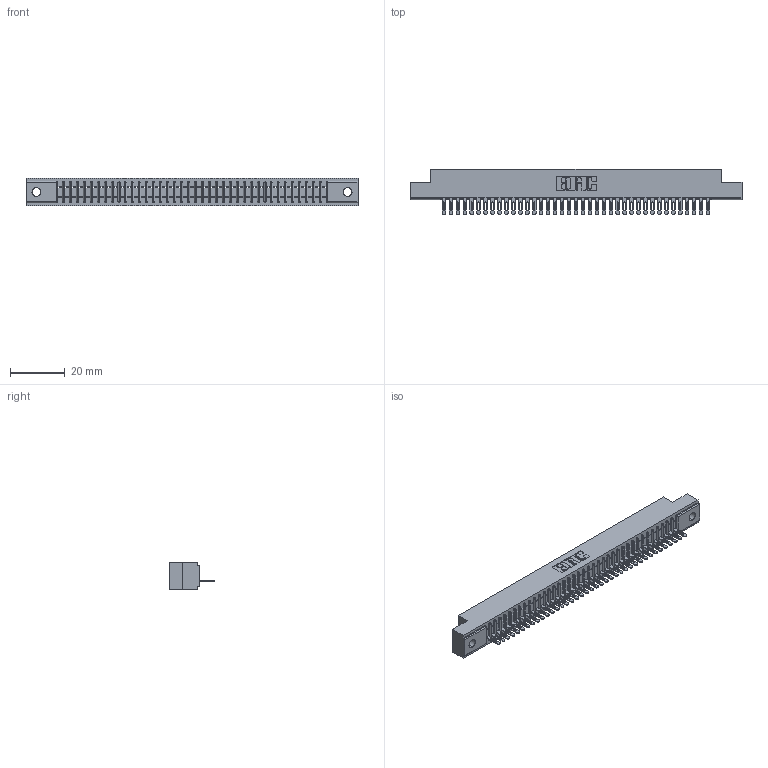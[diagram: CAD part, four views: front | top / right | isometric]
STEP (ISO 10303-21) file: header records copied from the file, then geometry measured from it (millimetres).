
FILE_DESCRIPTION (( 'STEP AP203' ), '1' );
FILE_NAME ('341-039-500-102.STEP', '2018-08-06T23:49:05', ( '' ), ( '' ), 'SwSTEP 2.0', 'SolidWorks 2016', '' );
FILE_SCHEMA (( 'CONFIG_CONTROL_DESIGN' ));
Length unit declared in the file: inch
Products named in the file (3): 341 Part_.128 (3.25) Dia Mounting Holes; 341-292-001_341-292-100; 341-039-500-102
Assembly tree (40 placements, depth 2):
  341-039-500-102
    341 Part_.128 (3.25) Dia Mounting Holes
    341-292-001_341-292-100  x39
Bounding box: 121.28 x 16.69 x 10.16 mm (x, y, z)
Volume: 8684.8 mm3; surface area: 13454.2 mm2
Topology: 40 solids, 40 shells, 3314 faces, 9559 edges, 6134 vertices
Faces by surface type: plane 1979, cylinder 1179, sphere 80, torus 76
Entity records: 46360 total; most frequent: CARTESIAN_POINT 7874, ORIENTED_EDGE 7862, DIRECTION 7607, EDGE_CURVE 3931, VECTOR 3169, LINE 3169, VERTEX_POINT 2486, AXIS2_PLACEMENT_3D 2219
